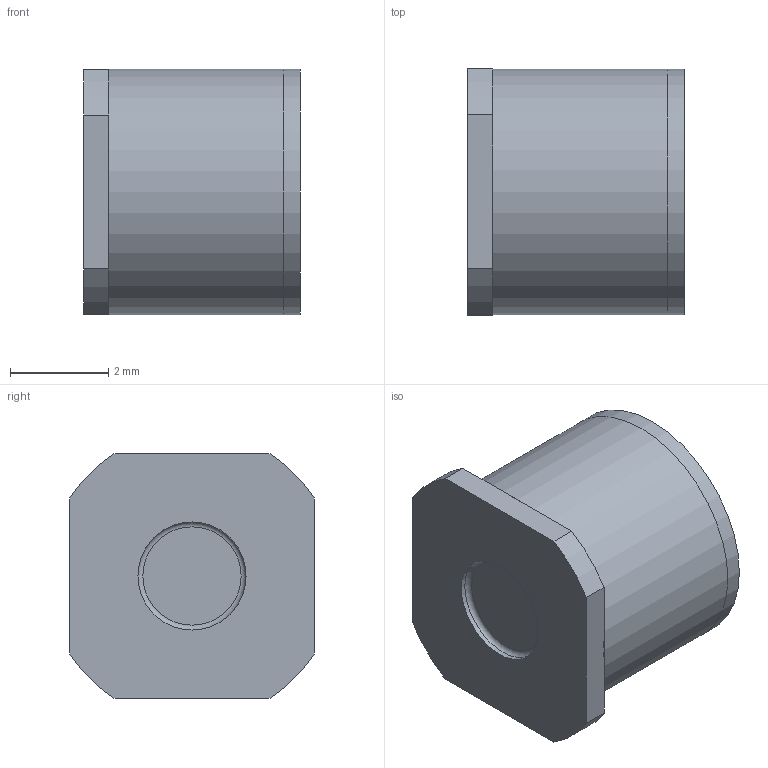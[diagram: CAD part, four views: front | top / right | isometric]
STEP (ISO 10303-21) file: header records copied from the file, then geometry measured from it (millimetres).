
FILE_DESCRIPTION(('STEP AP214'), '1');
FILE_NAME('GDT 2031-xxT-SM', '', ('UNSPECIFIED'), ('UNSPECIFIED'), 'ASCON STEP Converter 1.3', 'ASCON Math Kernel', '');
FILE_SCHEMA(('AUTOMOTIVE_DESIGN { 1 0 10303 214 3 1 1}'));
Length unit declared in the file: millimetre
Bounding box: 4.4 x 5 x 5 mm (x, y, z)
Volume: 30.3 mm3; surface area: 216.5 mm2
Topology: 3 solids, 3 shells, 23 faces, 43 edges, 28 vertices
Faces by surface type: plane 12, cylinder 9, torus 2
Full cylindrical faces by diameter (mm): 2.2 x2, 4.5 x1, 5 x2
Entity records: 790 total; most frequent: DIRECTION 104, CARTESIAN_POINT 88, ORIENTED_EDGE 72, AXIS2_PLACEMENT_3D 44, EDGE_CURVE 36, EDGE_LOOP 34, VERTEX_POINT 28, COLOUR_RGB 26
